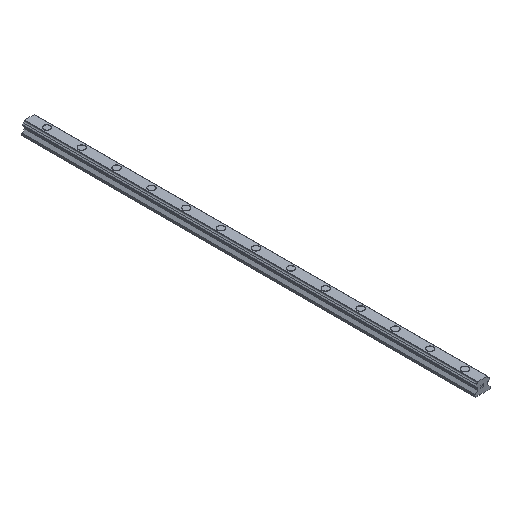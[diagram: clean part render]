
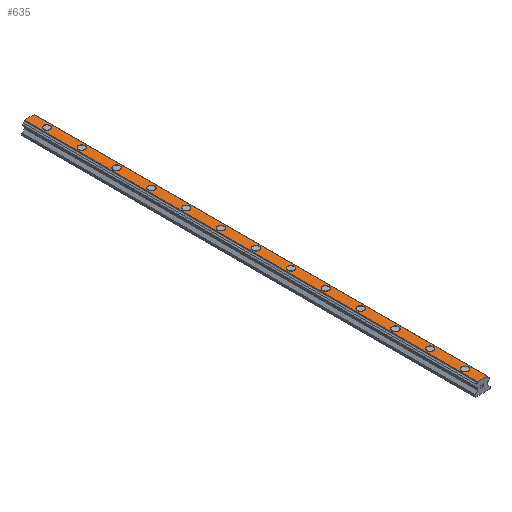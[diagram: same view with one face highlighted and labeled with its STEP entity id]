
A CAD part, isometric view. The second image highlights one B-rep face of the part: STEP entity #635.
In plain terms, the highlighted planar face has unit normal (0, 0, 1).
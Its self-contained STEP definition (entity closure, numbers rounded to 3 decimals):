
#635=ADVANCED_FACE('',(#1309,#1310,#1311,#1312,#1313,#1314,#1315,#1316,#1317,#1318,#1319,#1320,#1321,#1322),#1323,.T.);
#1309=FACE_BOUND('',#2002,.T.);
#1310=FACE_BOUND('',#2003,.T.);
#1311=FACE_BOUND('',#2004,.T.);
#1312=FACE_BOUND('',#2005,.T.);
#1313=FACE_BOUND('',#2006,.T.);
#1314=FACE_BOUND('',#2007,.T.);
#1315=FACE_BOUND('',#2008,.T.);
#1316=FACE_BOUND('',#2009,.T.);
#1317=FACE_BOUND('',#2010,.T.);
#1318=FACE_BOUND('',#2011,.T.);
#1319=FACE_BOUND('',#2012,.T.);
#1320=FACE_BOUND('',#2013,.T.);
#1321=FACE_BOUND('',#2014,.T.);
#1322=FACE_OUTER_BOUND('',#2015,.T.);
#1323=PLANE('',#2016);
#2002=EDGE_LOOP('',(#3781,#3782));
#2003=EDGE_LOOP('',(#3783,#3784));
#2004=EDGE_LOOP('',(#3785,#3786));
#2005=EDGE_LOOP('',(#3787,#3788));
#2006=EDGE_LOOP('',(#3789,#3790));
#2007=EDGE_LOOP('',(#3791,#3792));
#2008=EDGE_LOOP('',(#3793,#3794));
#2009=EDGE_LOOP('',(#3795,#3796));
#2010=EDGE_LOOP('',(#3797,#3798));
#2011=EDGE_LOOP('',(#3799,#3800));
#2012=EDGE_LOOP('',(#3801,#3802));
#2013=EDGE_LOOP('',(#3803,#3804));
#2014=EDGE_LOOP('',(#3805,#3806));
#2015=EDGE_LOOP('',(#3807,#3808,#3809,#3810));
#2016=AXIS2_PLACEMENT_3D('',#3811,#3812,#3813);
#3781=ORIENTED_EDGE('',*,*,#4062,.T.);
#3782=ORIENTED_EDGE('',*,*,#4515,.T.);
#3783=ORIENTED_EDGE('',*,*,#4052,.T.);
#3784=ORIENTED_EDGE('',*,*,#4521,.T.);
#3785=ORIENTED_EDGE('',*,*,#4042,.T.);
#3786=ORIENTED_EDGE('',*,*,#4527,.T.);
#3787=ORIENTED_EDGE('',*,*,#4032,.T.);
#3788=ORIENTED_EDGE('',*,*,#4533,.T.);
#3789=ORIENTED_EDGE('',*,*,#4022,.T.);
#3790=ORIENTED_EDGE('',*,*,#4539,.T.);
#3791=ORIENTED_EDGE('',*,*,#4012,.T.);
#3792=ORIENTED_EDGE('',*,*,#4545,.T.);
#3793=ORIENTED_EDGE('',*,*,#4002,.T.);
#3794=ORIENTED_EDGE('',*,*,#4551,.T.);
#3795=ORIENTED_EDGE('',*,*,#3992,.T.);
#3796=ORIENTED_EDGE('',*,*,#4557,.T.);
#3797=ORIENTED_EDGE('',*,*,#3982,.T.);
#3798=ORIENTED_EDGE('',*,*,#4563,.T.);
#3799=ORIENTED_EDGE('',*,*,#3972,.T.);
#3800=ORIENTED_EDGE('',*,*,#4569,.T.);
#3801=ORIENTED_EDGE('',*,*,#3962,.T.);
#3802=ORIENTED_EDGE('',*,*,#4575,.T.);
#3803=ORIENTED_EDGE('',*,*,#3952,.T.);
#3804=ORIENTED_EDGE('',*,*,#4581,.T.);
#3805=ORIENTED_EDGE('',*,*,#3942,.T.);
#3806=ORIENTED_EDGE('',*,*,#4587,.T.);
#3807=ORIENTED_EDGE('',*,*,#4498,.T.);
#3808=ORIENTED_EDGE('',*,*,#4626,.F.);
#3809=ORIENTED_EDGE('',*,*,#4379,.T.);
#3810=ORIENTED_EDGE('',*,*,#4624,.T.);
#3811=CARTESIAN_POINT('',(7.2,1365.0,38.));
#3812=DIRECTION('',(0.0,0.0,1.0));
#3813=DIRECTION('',(-1.0,0.0,0.0));
#3942=EDGE_CURVE('',#4670,#4667,#4671,.T.);
#3952=EDGE_CURVE('',#4688,#4685,#4689,.T.);
#3962=EDGE_CURVE('',#4706,#4703,#4707,.T.);
#3972=EDGE_CURVE('',#4724,#4721,#4725,.T.);
#3982=EDGE_CURVE('',#4742,#4739,#4743,.T.);
#3992=EDGE_CURVE('',#4760,#4757,#4761,.T.);
#4002=EDGE_CURVE('',#4778,#4775,#4779,.T.);
#4012=EDGE_CURVE('',#4796,#4793,#4797,.T.);
#4022=EDGE_CURVE('',#4814,#4811,#4815,.T.);
#4032=EDGE_CURVE('',#4832,#4829,#4833,.T.);
#4042=EDGE_CURVE('',#4850,#4847,#4851,.T.);
#4052=EDGE_CURVE('',#4868,#4865,#4869,.T.);
#4062=EDGE_CURVE('',#4886,#4883,#4887,.T.);
#4379=EDGE_CURVE('',#5350,#5348,#5351,.T.);
#4498=EDGE_CURVE('',#5543,#5541,#5544,.T.);
#4515=EDGE_CURVE('',#4883,#4886,#5575,.T.);
#4521=EDGE_CURVE('',#4865,#4868,#5581,.T.);
#4527=EDGE_CURVE('',#4847,#4850,#5587,.T.);
#4533=EDGE_CURVE('',#4829,#4832,#5593,.T.);
#4539=EDGE_CURVE('',#4811,#4814,#5599,.T.);
#4545=EDGE_CURVE('',#4793,#4796,#5605,.T.);
#4551=EDGE_CURVE('',#4775,#4778,#5611,.T.);
#4557=EDGE_CURVE('',#4757,#4760,#5617,.T.);
#4563=EDGE_CURVE('',#4739,#4742,#5623,.T.);
#4569=EDGE_CURVE('',#4721,#4724,#5629,.T.);
#4575=EDGE_CURVE('',#4703,#4706,#5635,.T.);
#4581=EDGE_CURVE('',#4685,#4688,#5641,.T.);
#4587=EDGE_CURVE('',#4667,#4670,#5647,.T.);
#4624=EDGE_CURVE('',#5348,#5543,#5684,.T.);
#4626=EDGE_CURVE('',#5350,#5541,#5686,.T.);
#4667=VERTEX_POINT('',#5729);
#4670=VERTEX_POINT('',#5733);
#4671=CIRCLE('',#5734,10.0);
#4685=VERTEX_POINT('',#5751);
#4688=VERTEX_POINT('',#5755);
#4689=CIRCLE('',#5756,10.0);
#4703=VERTEX_POINT('',#5773);
#4706=VERTEX_POINT('',#5777);
#4707=CIRCLE('',#5778,10.0);
#4721=VERTEX_POINT('',#5795);
#4724=VERTEX_POINT('',#5799);
#4725=CIRCLE('',#5800,10.0);
#4739=VERTEX_POINT('',#5817);
#4742=VERTEX_POINT('',#5821);
#4743=CIRCLE('',#5822,10.0);
#4757=VERTEX_POINT('',#5839);
#4760=VERTEX_POINT('',#5843);
#4761=CIRCLE('',#5844,10.0);
#4775=VERTEX_POINT('',#5861);
#4778=VERTEX_POINT('',#5865);
#4779=CIRCLE('',#5866,10.0);
#4793=VERTEX_POINT('',#5883);
#4796=VERTEX_POINT('',#5887);
#4797=CIRCLE('',#5888,10.0);
#4811=VERTEX_POINT('',#5905);
#4814=VERTEX_POINT('',#5909);
#4815=CIRCLE('',#5910,10.0);
#4829=VERTEX_POINT('',#5927);
#4832=VERTEX_POINT('',#5931);
#4833=CIRCLE('',#5932,10.0);
#4847=VERTEX_POINT('',#5949);
#4850=VERTEX_POINT('',#5953);
#4851=CIRCLE('',#5954,10.0);
#4865=VERTEX_POINT('',#5971);
#4868=VERTEX_POINT('',#5975);
#4869=CIRCLE('',#5976,10.0);
#4883=VERTEX_POINT('',#5993);
#4886=VERTEX_POINT('',#5997);
#4887=CIRCLE('',#5998,10.0);
#5348=VERTEX_POINT('',#6613);
#5350=VERTEX_POINT('',#6616);
#5351=LINE('',#6617,#6618);
#5541=VERTEX_POINT('',#6897);
#5543=VERTEX_POINT('',#6900);
#5544=LINE('',#6901,#6902);
#5575=CIRCLE('',#6946,10.0);
#5581=CIRCLE('',#6952,10.0);
#5587=CIRCLE('',#6958,10.0);
#5593=CIRCLE('',#6964,10.0);
#5599=CIRCLE('',#6970,10.0);
#5605=CIRCLE('',#6976,10.0);
#5611=CIRCLE('',#6982,10.0);
#5617=CIRCLE('',#6988,10.0);
#5623=CIRCLE('',#6994,10.0);
#5629=CIRCLE('',#7000,10.0);
#5635=CIRCLE('',#7006,10.0);
#5641=CIRCLE('',#7012,10.0);
#5647=CIRCLE('',#7018,10.0);
#5684=LINE('',#7071,#7072);
#5686=LINE('',#7074,#7075);
#5729=CARTESIAN_POINT('',(10.0,52.5,38.));
#5733=CARTESIAN_POINT('',(-10.0,52.5,38.));
#5734=AXIS2_PLACEMENT_3D('',#7129,#7130,#7131);
#5751=CARTESIAN_POINT('',(10.0,157.5,38.));
#5755=CARTESIAN_POINT('',(-10.0,157.5,38.));
#5756=AXIS2_PLACEMENT_3D('',#7145,#7146,#7147);
#5773=CARTESIAN_POINT('',(10.0,262.5,38.));
#5777=CARTESIAN_POINT('',(-10.0,262.5,38.));
#5778=AXIS2_PLACEMENT_3D('',#7161,#7162,#7163);
#5795=CARTESIAN_POINT('',(10.0,367.5,38.));
#5799=CARTESIAN_POINT('',(-10.0,367.5,38.));
#5800=AXIS2_PLACEMENT_3D('',#7177,#7178,#7179);
#5817=CARTESIAN_POINT('',(10.0,472.5,38.));
#5821=CARTESIAN_POINT('',(-10.0,472.5,38.));
#5822=AXIS2_PLACEMENT_3D('',#7193,#7194,#7195);
#5839=CARTESIAN_POINT('',(10.0,577.5,38.));
#5843=CARTESIAN_POINT('',(-10.0,577.5,38.));
#5844=AXIS2_PLACEMENT_3D('',#7209,#7210,#7211);
#5861=CARTESIAN_POINT('',(10.0,682.5,38.));
#5865=CARTESIAN_POINT('',(-10.0,682.5,38.));
#5866=AXIS2_PLACEMENT_3D('',#7225,#7226,#7227);
#5883=CARTESIAN_POINT('',(10.0,787.5,38.));
#5887=CARTESIAN_POINT('',(-10.0,787.5,38.));
#5888=AXIS2_PLACEMENT_3D('',#7241,#7242,#7243);
#5905=CARTESIAN_POINT('',(10.0,892.5,38.));
#5909=CARTESIAN_POINT('',(-10.0,892.5,38.));
#5910=AXIS2_PLACEMENT_3D('',#7257,#7258,#7259);
#5927=CARTESIAN_POINT('',(10.0,997.5,38.));
#5931=CARTESIAN_POINT('',(-10.0,997.5,38.));
#5932=AXIS2_PLACEMENT_3D('',#7273,#7274,#7275);
#5949=CARTESIAN_POINT('',(10.0,1102.5,38.));
#5953=CARTESIAN_POINT('',(-10.0,1102.5,38.));
#5954=AXIS2_PLACEMENT_3D('',#7289,#7290,#7291);
#5971=CARTESIAN_POINT('',(10.0,1207.5,38.));
#5975=CARTESIAN_POINT('',(-10.0,1207.5,38.));
#5976=AXIS2_PLACEMENT_3D('',#7305,#7306,#7307);
#5993=CARTESIAN_POINT('',(10.0,1312.5,38.));
#5997=CARTESIAN_POINT('',(-10.0,1312.5,38.));
#5998=AXIS2_PLACEMENT_3D('',#7321,#7322,#7323);
#6613=CARTESIAN_POINT('',(-14.4,1365.0,38.));
#6616=CARTESIAN_POINT('',(14.4,1365.0,38.));
#6617=CARTESIAN_POINT('',(14.4,1365.0,38.));
#6618=VECTOR('',#7683,1.0);
#6897=CARTESIAN_POINT('',(14.4,0.0,38.));
#6900=CARTESIAN_POINT('',(-14.4,0.0,38.));
#6901=CARTESIAN_POINT('',(0.0,0.0,38.));
#6902=VECTOR('',#7786,1.0);
#6946=AXIS2_PLACEMENT_3D('',#7806,#7807,#7808);
#6952=AXIS2_PLACEMENT_3D('',#7815,#7816,#7817);
#6958=AXIS2_PLACEMENT_3D('',#7824,#7825,#7826);
#6964=AXIS2_PLACEMENT_3D('',#7833,#7834,#7835);
#6970=AXIS2_PLACEMENT_3D('',#7842,#7843,#7844);
#6976=AXIS2_PLACEMENT_3D('',#7851,#7852,#7853);
#6982=AXIS2_PLACEMENT_3D('',#7860,#7861,#7862);
#6988=AXIS2_PLACEMENT_3D('',#7869,#7870,#7871);
#6994=AXIS2_PLACEMENT_3D('',#7878,#7879,#7880);
#7000=AXIS2_PLACEMENT_3D('',#7887,#7888,#7889);
#7006=AXIS2_PLACEMENT_3D('',#7896,#7897,#7898);
#7012=AXIS2_PLACEMENT_3D('',#7905,#7906,#7907);
#7018=AXIS2_PLACEMENT_3D('',#7914,#7915,#7916);
#7071=CARTESIAN_POINT('',(-14.4,1365.0,38.));
#7072=VECTOR('',#7939,1.0);
#7074=CARTESIAN_POINT('',(14.4,1365.0,38.));
#7075=VECTOR('',#7940,1.0);
#7129=CARTESIAN_POINT('',(0.0,52.5,38.));
#7130=DIRECTION('',(0.0,0.0,-1.0));
#7131=DIRECTION('',(1.0,0.0,0.0));
#7145=CARTESIAN_POINT('',(0.0,157.5,38.));
#7146=DIRECTION('',(0.0,0.0,-1.0));
#7147=DIRECTION('',(1.0,0.0,0.0));
#7161=CARTESIAN_POINT('',(0.0,262.5,38.));
#7162=DIRECTION('',(0.0,0.0,-1.0));
#7163=DIRECTION('',(1.0,0.0,0.0));
#7177=CARTESIAN_POINT('',(0.0,367.5,38.));
#7178=DIRECTION('',(0.0,0.0,-1.0));
#7179=DIRECTION('',(1.0,0.0,0.0));
#7193=CARTESIAN_POINT('',(0.0,472.5,38.));
#7194=DIRECTION('',(0.0,0.0,-1.0));
#7195=DIRECTION('',(1.0,0.0,0.0));
#7209=CARTESIAN_POINT('',(0.0,577.5,38.));
#7210=DIRECTION('',(0.0,0.0,-1.0));
#7211=DIRECTION('',(1.0,0.0,0.0));
#7225=CARTESIAN_POINT('',(0.0,682.5,38.));
#7226=DIRECTION('',(0.0,0.0,-1.0));
#7227=DIRECTION('',(1.0,0.0,0.0));
#7241=CARTESIAN_POINT('',(0.0,787.5,38.));
#7242=DIRECTION('',(0.0,0.0,-1.0));
#7243=DIRECTION('',(1.0,0.0,0.0));
#7257=CARTESIAN_POINT('',(0.0,892.5,38.));
#7258=DIRECTION('',(0.0,0.0,-1.0));
#7259=DIRECTION('',(1.0,0.0,0.0));
#7273=CARTESIAN_POINT('',(0.0,997.5,38.));
#7274=DIRECTION('',(0.0,0.0,-1.0));
#7275=DIRECTION('',(1.0,0.0,0.0));
#7289=CARTESIAN_POINT('',(0.0,1102.5,38.));
#7290=DIRECTION('',(0.0,0.0,-1.0));
#7291=DIRECTION('',(1.0,0.0,0.0));
#7305=CARTESIAN_POINT('',(0.0,1207.5,38.));
#7306=DIRECTION('',(0.0,0.0,-1.0));
#7307=DIRECTION('',(1.0,0.0,0.0));
#7321=CARTESIAN_POINT('',(0.0,1312.5,38.));
#7322=DIRECTION('',(0.0,0.0,-1.0));
#7323=DIRECTION('',(1.0,0.0,0.0));
#7683=DIRECTION('',(-1.0,0.0,0.0));
#7786=DIRECTION('',(1.0,0.0,0.0));
#7806=CARTESIAN_POINT('',(0.0,1312.5,38.));
#7807=DIRECTION('',(0.0,0.0,-1.0));
#7808=DIRECTION('',(1.0,0.0,0.0));
#7815=CARTESIAN_POINT('',(0.0,1207.5,38.));
#7816=DIRECTION('',(0.0,0.0,-1.0));
#7817=DIRECTION('',(1.0,0.0,0.0));
#7824=CARTESIAN_POINT('',(0.0,1102.5,38.));
#7825=DIRECTION('',(0.0,0.0,-1.0));
#7826=DIRECTION('',(1.0,0.0,0.0));
#7833=CARTESIAN_POINT('',(0.0,997.5,38.));
#7834=DIRECTION('',(0.0,0.0,-1.0));
#7835=DIRECTION('',(1.0,0.0,0.0));
#7842=CARTESIAN_POINT('',(0.0,892.5,38.));
#7843=DIRECTION('',(0.0,0.0,-1.0));
#7844=DIRECTION('',(1.0,0.0,0.0));
#7851=CARTESIAN_POINT('',(0.0,787.5,38.));
#7852=DIRECTION('',(0.0,0.0,-1.0));
#7853=DIRECTION('',(1.0,0.0,0.0));
#7860=CARTESIAN_POINT('',(0.0,682.5,38.));
#7861=DIRECTION('',(0.0,0.0,-1.0));
#7862=DIRECTION('',(1.0,0.0,0.0));
#7869=CARTESIAN_POINT('',(0.0,577.5,38.));
#7870=DIRECTION('',(0.0,0.0,-1.0));
#7871=DIRECTION('',(1.0,0.0,0.0));
#7878=CARTESIAN_POINT('',(0.0,472.5,38.));
#7879=DIRECTION('',(0.0,0.0,-1.0));
#7880=DIRECTION('',(1.0,0.0,0.0));
#7887=CARTESIAN_POINT('',(0.0,367.5,38.));
#7888=DIRECTION('',(0.0,0.0,-1.0));
#7889=DIRECTION('',(1.0,0.0,0.0));
#7896=CARTESIAN_POINT('',(0.0,262.5,38.));
#7897=DIRECTION('',(0.0,0.0,-1.0));
#7898=DIRECTION('',(1.0,0.0,0.0));
#7905=CARTESIAN_POINT('',(0.0,157.5,38.));
#7906=DIRECTION('',(0.0,0.0,-1.0));
#7907=DIRECTION('',(1.0,0.0,0.0));
#7914=CARTESIAN_POINT('',(0.0,52.5,38.));
#7915=DIRECTION('',(0.0,0.0,-1.0));
#7916=DIRECTION('',(1.0,0.0,0.0));
#7939=DIRECTION('',(0.0,-1.0,0.0));
#7940=DIRECTION('',(0.0,-1.0,0.0));
